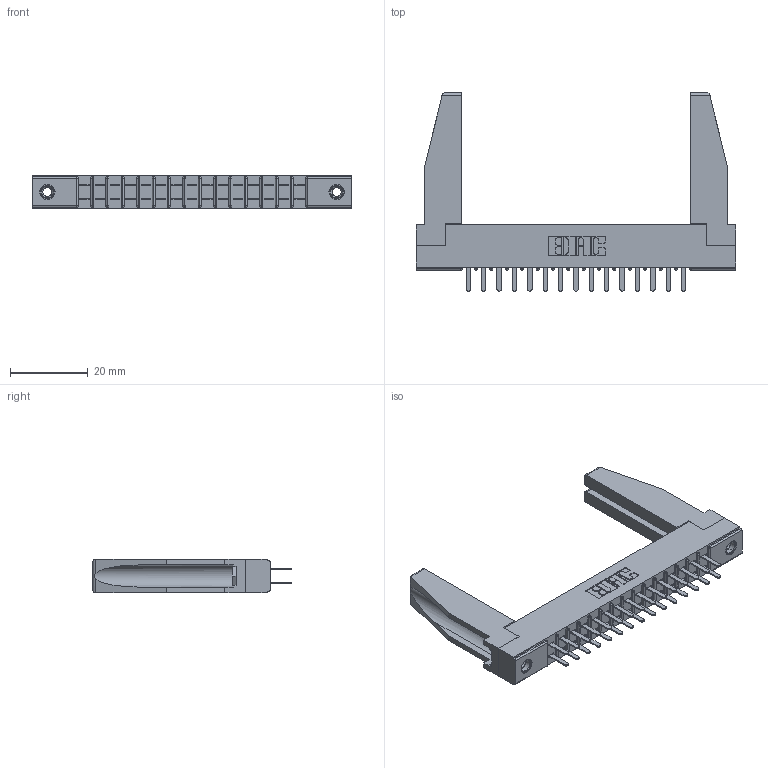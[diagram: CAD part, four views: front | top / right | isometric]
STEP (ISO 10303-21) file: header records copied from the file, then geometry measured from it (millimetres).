
FILE_DESCRIPTION (( 'STEP AP203' ), '1' );
FILE_NAME ('355-030-520-578.STEP', '2019-09-11T07:04:37', ( '' ), ( '' ), 'SwSTEP 2.0', 'SolidWorks 2016', '' );
FILE_SCHEMA (( 'CONFIG_CONTROL_DESIGN' ));
Length unit declared in the file: inch
Products named in the file (5): 307-220-078; 355-030-520-578; 345-250-001_345-250-001-102; 305-290-001_520; 305 Part_.156 Dia
Assembly tree (35 placements, depth 2):
  355-030-520-578
    305 Part_.156 Dia
    305-290-001_520  x30
    345-250-001_345-250-001-102  x2
    307-220-078  x2
Bounding box: 82.45 x 51.13 x 8.71 mm (x, y, z)
Volume: 8959.1 mm3; surface area: 13292 mm2
Topology: 35 solids, 35 shells, 1626 faces, 4591 edges, 2970 vertices
Faces by surface type: plane 962, cylinder 588, sphere 60, cone 12, torus 4
Entity records: 21847 total; most frequent: CARTESIAN_POINT 3621, ORIENTED_EDGE 3548, DIRECTION 3482, EDGE_CURVE 1774, VECTOR 1404, LINE 1404, VERTEX_POINT 1136, AXIS2_PLACEMENT_3D 1039
